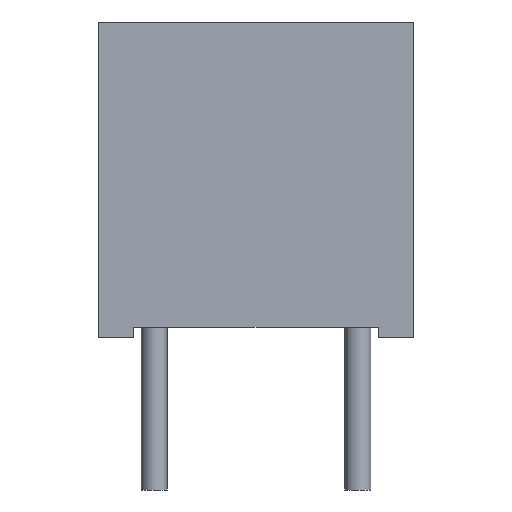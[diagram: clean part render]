
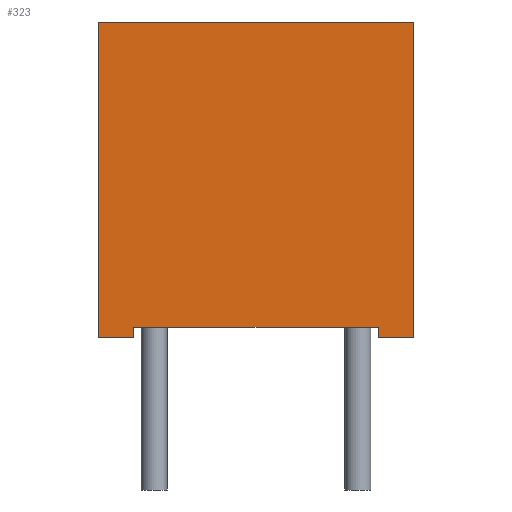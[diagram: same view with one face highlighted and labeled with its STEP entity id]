
A CAD part, front view. The second image highlights one B-rep face of the part: STEP entity #323.
In plain terms, the highlighted planar face has unit normal (0, -1, 0).
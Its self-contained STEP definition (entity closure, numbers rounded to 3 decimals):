
#252=CARTESIAN_POINT('',(3.935,-1.46,0.0));
#253=DIRECTION('',(0.0,-1.0,0.0));
#254=DIRECTION('',(0.0,0.0,-1.0));
#255=AXIS2_PLACEMENT_3D('',#252,#253,#254);
#256=PLANE('',#255);
#257=CARTESIAN_POINT('',(-3.045,-1.46,0.0));
#258=VERTEX_POINT('',#257);
#259=CARTESIAN_POINT('',(-3.045,-1.46,0.254));
#260=VERTEX_POINT('',#259);
#261=CARTESIAN_POINT('',(-3.045,-1.46,0.0));
#262=DIRECTION('',(0.0,0.0,1.0));
#263=VECTOR('',#262,0.254);
#264=LINE('',#261,#263);
#265=EDGE_CURVE('',#258,#260,#264,.T.);
#266=ORIENTED_EDGE('',*,*,#265,.T.);
#267=CARTESIAN_POINT('',(3.045,-1.46,0.254));
#268=VERTEX_POINT('',#267);
#269=CARTESIAN_POINT('',(-3.045,-1.46,0.254));
#270=DIRECTION('',(1.0,0.0,0.0));
#271=VECTOR('',#270,6.09);
#272=LINE('',#269,#271);
#273=EDGE_CURVE('',#260,#268,#272,.T.);
#274=ORIENTED_EDGE('',*,*,#273,.T.);
#275=CARTESIAN_POINT('',(3.045,-1.46,0.0));
#276=VERTEX_POINT('',#275);
#277=CARTESIAN_POINT('',(3.045,-1.46,0.254));
#278=DIRECTION('',(0.0,0.0,-1.0));
#279=VECTOR('',#278,0.254);
#280=LINE('',#277,#279);
#281=EDGE_CURVE('',#268,#276,#280,.T.);
#282=ORIENTED_EDGE('',*,*,#281,.T.);
#283=CARTESIAN_POINT('',(3.935,-1.46,0.0));
#284=VERTEX_POINT('',#283);
#285=CARTESIAN_POINT('',(3.045,-1.46,0.0));
#286=DIRECTION('',(1.0,0.0,0.0));
#287=VECTOR('',#286,0.89);
#288=LINE('',#285,#287);
#289=EDGE_CURVE('',#276,#284,#288,.T.);
#290=ORIENTED_EDGE('',*,*,#289,.T.);
#291=CARTESIAN_POINT('',(3.935,-1.46,7.87));
#292=VERTEX_POINT('',#291);
#293=CARTESIAN_POINT('',(3.935,-1.46,0.0));
#294=DIRECTION('',(0.0,0.0,1.0));
#295=VECTOR('',#294,7.87);
#296=LINE('',#293,#295);
#297=EDGE_CURVE('',#284,#292,#296,.T.);
#298=ORIENTED_EDGE('',*,*,#297,.T.);
#299=CARTESIAN_POINT('',(-3.935,-1.46,7.87));
#300=VERTEX_POINT('',#299);
#301=CARTESIAN_POINT('',(3.935,-1.46,7.87));
#302=DIRECTION('',(-1.0,0.0,0.0));
#303=VECTOR('',#302,7.87);
#304=LINE('',#301,#303);
#305=EDGE_CURVE('',#292,#300,#304,.T.);
#306=ORIENTED_EDGE('',*,*,#305,.T.);
#307=CARTESIAN_POINT('',(-3.935,-1.46,0.0));
#308=VERTEX_POINT('',#307);
#309=CARTESIAN_POINT('',(-3.935,-1.46,0.0));
#310=DIRECTION('',(0.0,0.0,1.0));
#311=VECTOR('',#310,7.87);
#312=LINE('',#309,#311);
#313=EDGE_CURVE('',#308,#300,#312,.T.);
#314=ORIENTED_EDGE('',*,*,#313,.F.);
#315=CARTESIAN_POINT('',(-3.935,-1.46,0.0));
#316=DIRECTION('',(1.0,0.0,0.0));
#317=VECTOR('',#316,0.89);
#318=LINE('',#315,#317);
#319=EDGE_CURVE('',#308,#258,#318,.T.);
#320=ORIENTED_EDGE('',*,*,#319,.T.);
#321=EDGE_LOOP('',(#266,#274,#282,#290,#298,#306,#314,#320));
#322=FACE_OUTER_BOUND('',#321,.T.);
#323=ADVANCED_FACE('',(#322),#256,.T.);
